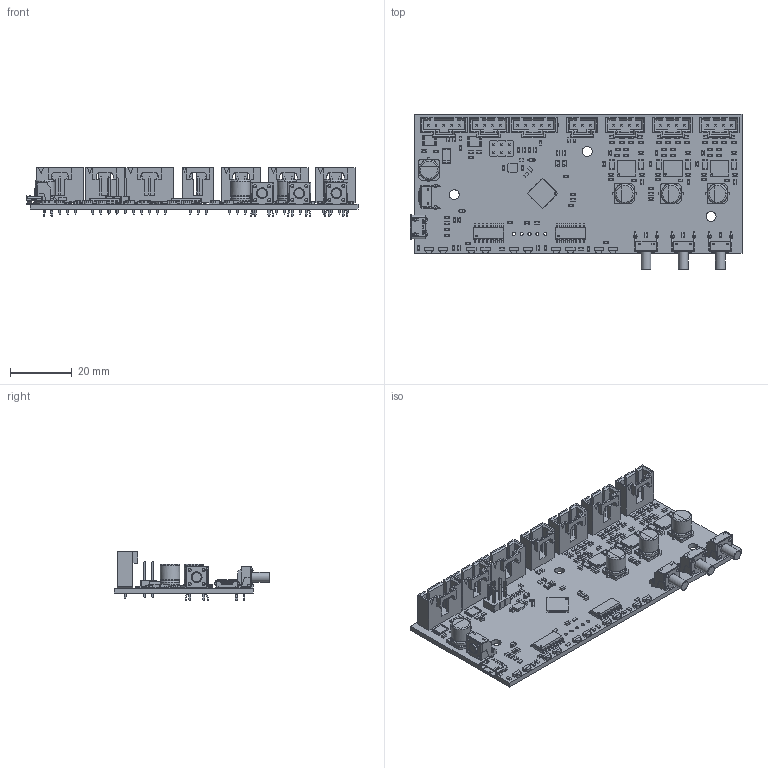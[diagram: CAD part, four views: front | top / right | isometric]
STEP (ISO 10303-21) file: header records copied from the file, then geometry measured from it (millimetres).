
FILE_DESCRIPTION(('KiCad electronic assembly'),'2;1');
FILE_NAME('MM-control.step','2018-07-31T11:42:08',('An Author'),( 'A Company'),'Open CASCADE STEP processor 6.8', 'KiCad to STEP converter','Unknown');
FILE_SCHEMA(('AUTOMOTIVE_DESIGN_CC2 { 1 2 10303 214 -1 1 5 4 }'));
Length unit declared in the file: millimetre
Products named in the file (44): Open CASCADE STEP translator 6.8 1; SW_Tactile_SPST_Angled_PTS645Vx83-2LFS; SOLID; SW_Tactile_SPST_Angled_PTS645Vx31-2LFS; R_0603_1608Metric; mx-705430002; COMPOUND; C_0603_1608Metric; mx-705430004; CP_Elec_6.3x7.7; LED_0805_2012Metric; R_1812_4532Metric; Molex_Mirco_USB_105017-0001; PinHeader_2x03_P2.54mm_Vertical; R_1206_3216Metric; SOIC-16_3.9x9.9mm_P1.27mm; QFN-44-1EP_7x7mm_P0.5mm_EP5.15x5.15mm; crystal-3.2x2.5; led-1104-g; led-1104-o; mx-705430003; D_SOD-323; D_SMA; QFN-36-1EP_5x6mm_P0.5mm_EP3.6x4.6mm
Assembly tree (181 placements, depth 3):
  Open CASCADE STEP translator 6.8 1
    SW_Tactile_SPST_Angled_PTS645Vx83-2LFS  x3
      SOLID
    SW_Tactile_SPST_Angled_PTS645Vx31-2LFS
      SOLID
    R_0603_1608Metric  x57
      SOLID
    mx-705430002
      COMPOUND
    C_0603_1608Metric  x55
      SOLID
    mx-705430004  x2
      COMPOUND
    CP_Elec_6.3x7.7  x4
      SOLID
    LED_0805_2012Metric  x2
      SOLID
    R_1812_4532Metric  x2
      SOLID
    Molex_Mirco_USB_105017-0001
      COMPOUND
    PinHeader_2x03_P2.54mm_Vertical
      SOLID
    R_1206_3216Metric  x6
      SOLID
    SOIC-16_3.9x9.9mm_P1.27mm  x2
      SOLID
    QFN-44-1EP_7x7mm_P0.5mm_EP5.15x5.15mm
      SOLID
    crystal-3.2x2.5
      COMPOUND
    led-1104-g  x5
      COMPOUND
    led-1104-o  x5
      COMPOUND
    mx-705430003  x4
      COMPOUND
    D_SOD-323  x2
      SOLID
    D_SMA
      SOLID
    QFN-36-1EP_5x6mm_P0.5mm_EP3.6x4.6mm  x3
      SOLID
    COMPOUND
Bounding box: 107.3 x 50.26 x 15.75 mm (x, y, z)
Volume: 12892.3 mm3; surface area: 21579.8 mm2
Topology: 170 solids, 170 shells, 7461 faces, 19870 edges, 13106 vertices
Faces by surface type: plane 5299, cylinder 1968, bspline 150, sphere 20, torus 20, revolution 4
Full cylindrical faces by diameter (mm): 0.3 x52, 0.5 x4, 0.6 x2, 0.762 x8, 0.8 x16, 0.85 x2, 1 x16, 1.016 x41, 1.143 x8, 1.2 x8, 3.14 x4, 3.2 x3, 3.5 x4, 6.3 x8
Entity records: 224129 total; most frequent: CARTESIAN_POINT 81134, DIRECTION 23566, LINE 15672, VECTOR 15672, ORIENTED_EDGE 13374, PCURVE 13374, DEFINITIONAL_REPRESENTATION 13374, EDGE_CURVE 6687
